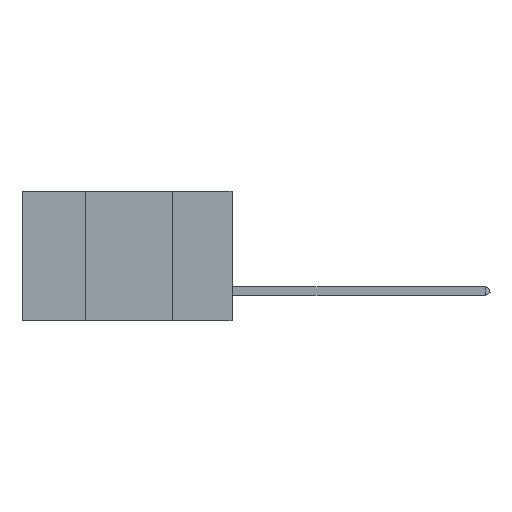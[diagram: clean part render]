
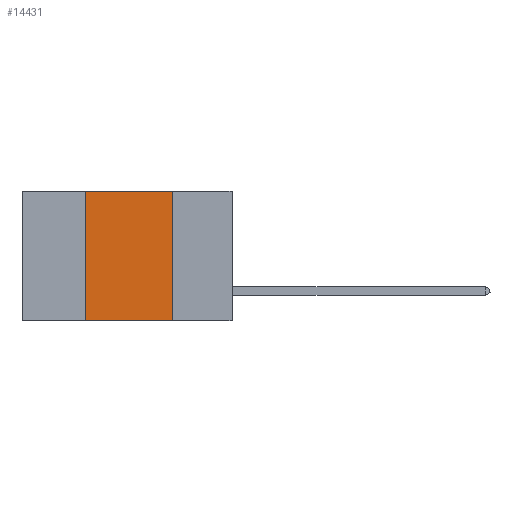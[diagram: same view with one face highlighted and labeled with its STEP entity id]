
A CAD part, left-side view. The second image highlights one B-rep face of the part: STEP entity #14431.
In plain terms, the highlighted planar face has unit normal (-1, 0, 0).
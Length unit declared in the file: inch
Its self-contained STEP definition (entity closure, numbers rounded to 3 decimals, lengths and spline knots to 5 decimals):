
#288 = DIRECTION ( 'NONE',  ( 0., 0., -1. ) ) ;
#601 = VERTEX_POINT ( 'NONE', #4209 ) ;
#1694 = ORIENTED_EDGE ( 'NONE', *, *, #9519, .T. ) ;
#2556 = CARTESIAN_POINT ( 'NONE',  ( 0., 0.17, 0. ) ) ;
#2668 = ORIENTED_EDGE ( 'NONE', *, *, #30558, .F. ) ;
#2736 = VERTEX_POINT ( 'NONE', #35718 ) ;
#3816 = EDGE_LOOP ( 'NONE', ( #27522, #2668, #11517, #1694 ) ) ;
#4209 = CARTESIAN_POINT ( 'NONE',  ( 0., 0.42, 0. ) ) ;
#9519 = EDGE_CURVE ( 'NONE', #2736, #12286, #36813, .T. ) ;
#9929 = LINE ( 'NONE', #36067, #21634 ) ;
#11517 = ORIENTED_EDGE ( 'NONE', *, *, #24760, .F. ) ;
#12034 = PLANE ( 'NONE',  #36935 ) ;
#12286 = VERTEX_POINT ( 'NONE', #35575 ) ;
#14431 = ADVANCED_FACE ( 'NONE', ( #27283 ), #12034, .F. ) ;
#14946 = DIRECTION ( 'NONE',  ( 1., 0., 0. ) ) ;
#17832 = CARTESIAN_POINT ( 'NONE',  ( 0., 0.42, 0. ) ) ;
#17925 = DIRECTION ( 'NONE',  ( 0., 0., -1. ) ) ;
#18204 = DIRECTION ( 'NONE',  ( 0., 0., 1. ) ) ;
#19616 = DIRECTION ( 'NONE',  ( 0., -1., 0. ) ) ;
#19665 = VECTOR ( 'NONE', #19616, 39.37008 ) ;
#21634 = VECTOR ( 'NONE', #33693, 39.37008 ) ;
#22752 = VECTOR ( 'NONE', #18204, 39.37008 ) ;
#23540 = CARTESIAN_POINT ( 'NONE',  ( 0., 0.17, 0. ) ) ;
#24760 = EDGE_CURVE ( 'NONE', #2736, #601, #30414, .T. ) ;
#27283 = FACE_OUTER_BOUND ( 'NONE', #3816, .T. ) ;
#27522 = ORIENTED_EDGE ( 'NONE', *, *, #31669, .F. ) ;
#27797 = VERTEX_POINT ( 'NONE', #2556 ) ;
#28052 = LINE ( 'NONE', #23540, #29811 ) ;
#28203 = CARTESIAN_POINT ( 'NONE',  ( 0., 0.6, -0.37 ) ) ;
#29811 = VECTOR ( 'NONE', #288, 39.37008 ) ;
#30414 = LINE ( 'NONE', #17832, #22752 ) ;
#30558 = EDGE_CURVE ( 'NONE', #601, #27797, #9929, .T. ) ;
#31669 = EDGE_CURVE ( 'NONE', #27797, #12286, #28052, .T. ) ;
#32215 = CARTESIAN_POINT ( 'NONE',  ( 0., 0.6, 0. ) ) ;
#33693 = DIRECTION ( 'NONE',  ( 0., -1., 0. ) ) ;
#35575 = CARTESIAN_POINT ( 'NONE',  ( 0., 0.17, -0.37 ) ) ;
#35718 = CARTESIAN_POINT ( 'NONE',  ( 0., 0.42, -0.37 ) ) ;
#36067 = CARTESIAN_POINT ( 'NONE',  ( 0., 0.6, 0. ) ) ;
#36813 = LINE ( 'NONE', #28203, #19665 ) ;
#36935 = AXIS2_PLACEMENT_3D ( 'NONE', #32215, #14946, #17925 ) ;
